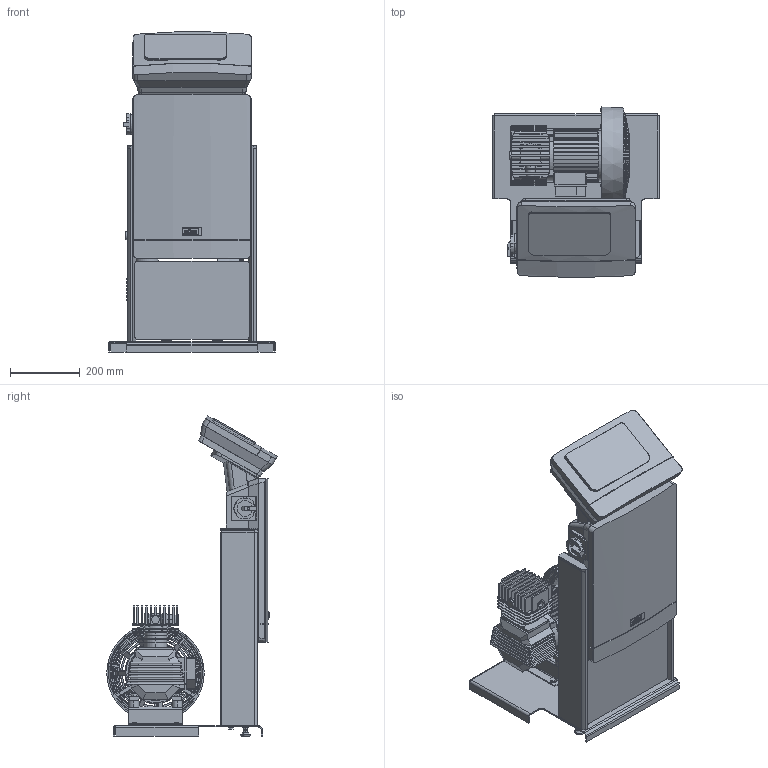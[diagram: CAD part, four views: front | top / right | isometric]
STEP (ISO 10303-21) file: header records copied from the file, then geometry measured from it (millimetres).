
FILE_DESCRIPTION((''),'2;1');
FILE_NAME('3d_ReflexomatRS150_1-8880311.stp','2014-02-28T07:20:23',(''),(''),'Mechanical Desktop 2011','Mechanical Desktop 2011',', , ');
FILE_SCHEMA(('CONFIG_CONTROL_DESIGN'));
Length unit declared in the file: millimetre
Products named in the file (1): Product
Bounding box: 480 x 489.92 x 919.9 mm (x, y, z)
Volume: 33216108.8 mm3; surface area: 3442682.7 mm2
Topology: 107 solids, 119 shells, 3924 faces, 10283 edges, 6759 vertices
Faces by surface type: plane 1931, cylinder 1056, bspline 770, torus 80, cone 66, sphere 21
Entity records: 128381 total; most frequent: CARTESIAN_POINT 30687, ORIENTED_EDGE 20538, DIRECTION 19870, EDGE_CURVE 10269, VERTEX_POINT 6759, VECTOR 6726, LINE 6726, AXIS2_PLACEMENT_3D 6572
